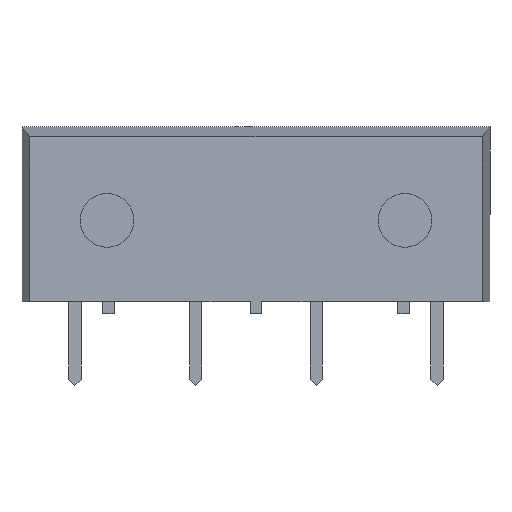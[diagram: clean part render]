
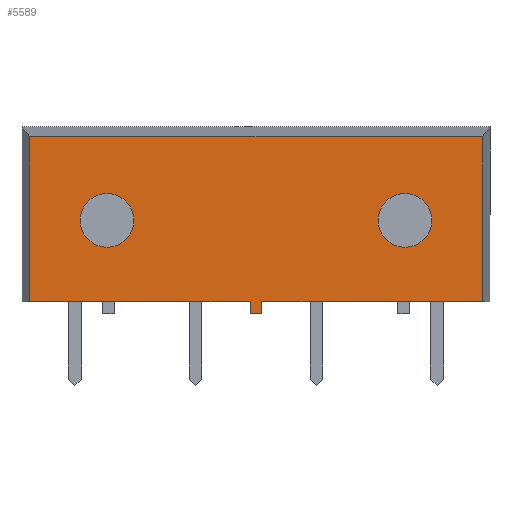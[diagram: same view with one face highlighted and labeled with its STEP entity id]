
A CAD part, front view. The second image highlights one B-rep face of the part: STEP entity #5589.
In plain terms, the highlighted planar face has unit normal (0, -1, 0).
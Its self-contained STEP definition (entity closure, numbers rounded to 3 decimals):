
#105 = DIRECTION ( 'NONE',  ( 0., -1., 0. ) ) ;
#266 = ORIENTED_EDGE ( 'NONE', *, *, #13856, .F. ) ;
#340 = CARTESIAN_POINT ( 'NONE',  ( 9.525, -2.825, -3.935 ) ) ;
#459 = DIRECTION ( 'NONE',  ( 0., 0., -1. ) ) ;
#779 = FACE_OUTER_BOUND ( 'NONE', #12247, .T. ) ;
#1012 = AXIS2_PLACEMENT_3D ( 'NONE', #11772, #105, #5350 ) ;
#1051 = CIRCLE ( 'NONE', #1012, 1.13 ) ;
#1122 = CARTESIAN_POINT ( 'NONE',  ( 0., -2.825, -3.425 ) ) ;
#1254 = VECTOR ( 'NONE', #7657, 1000. ) ;
#1665 = VECTOR ( 'NONE', #13474, 1000. ) ;
#1709 = AXIS2_PLACEMENT_3D ( 'NONE', #2165, #4551, #4711 ) ;
#1781 = CARTESIAN_POINT ( 'NONE',  ( -9.525, -2.825, -3.935 ) ) ;
#1844 = DIRECTION ( 'NONE',  ( 0., -1., 0. ) ) ;
#1991 = DIRECTION ( 'NONE',  ( 0., 0., 1. ) ) ;
#2054 = CARTESIAN_POINT ( 'NONE',  ( -0.25, -2.825, -3.425 ) ) ;
#2068 = DIRECTION ( 'NONE',  ( 0., 0., -1. ) ) ;
#2113 = ORIENTED_EDGE ( 'NONE', *, *, #11372, .F. ) ;
#2165 = CARTESIAN_POINT ( 'NONE',  ( -6.269, -2.825, 0. ) ) ;
#2194 = CARTESIAN_POINT ( 'NONE',  ( -0.25, -2.825, -3.425 ) ) ;
#2211 = CARTESIAN_POINT ( 'NONE',  ( -6.269, -2.825, 1.13 ) ) ;
#2250 = CIRCLE ( 'NONE', #1709, 1.13 ) ;
#2391 = LINE ( 'NONE', #1122, #8610 ) ;
#2510 = DIRECTION ( 'NONE',  ( 0., -1., 0. ) ) ;
#2652 = VERTEX_POINT ( 'NONE', #11121 ) ;
#2693 = CARTESIAN_POINT ( 'NONE',  ( 9.525, -2.825, 3.515 ) ) ;
#2896 = CARTESIAN_POINT ( 'NONE',  ( 6.269, -2.825, -1.13 ) ) ;
#2972 = CARTESIAN_POINT ( 'NONE',  ( -6.269, -2.825, 0. ) ) ;
#3086 = CARTESIAN_POINT ( 'NONE',  ( 0., -2.825, 0. ) ) ;
#3628 = DIRECTION ( 'NONE',  ( 0., 0., -1. ) ) ;
#3658 = VERTEX_POINT ( 'NONE', #14592 ) ;
#3964 = CARTESIAN_POINT ( 'NONE',  ( 0.25, -2.825, -3.425 ) ) ;
#4068 = ORIENTED_EDGE ( 'NONE', *, *, #16160, .F. ) ;
#4240 = CARTESIAN_POINT ( 'NONE',  ( -9.525, -2.825, -3.425 ) ) ;
#4551 = DIRECTION ( 'NONE',  ( 0., -1., 0. ) ) ;
#4595 = FACE_BOUND ( 'NONE', #16800, .T. ) ;
#4660 = LINE ( 'NONE', #2194, #13260 ) ;
#4711 = DIRECTION ( 'NONE',  ( 0., 0., -1. ) ) ;
#5029 = EDGE_CURVE ( 'NONE', #7127, #5727, #2250, .T. ) ;
#5350 = DIRECTION ( 'NONE',  ( 0., 0., 1. ) ) ;
#5589 = ADVANCED_FACE ( 'NONE', ( #4595, #15991, #779 ), #7076, .F. ) ;
#5694 = DIRECTION ( 'NONE',  ( 0., 0., 1. ) ) ;
#5727 = VERTEX_POINT ( 'NONE', #2211 ) ;
#5807 = EDGE_CURVE ( 'NONE', #15013, #3658, #1051, .T. ) ;
#6505 = CARTESIAN_POINT ( 'NONE',  ( 0.25, -2.825, -3.425 ) ) ;
#6701 = EDGE_CURVE ( 'NONE', #8861, #9031, #11492, .T. ) ;
#7076 = PLANE ( 'NONE',  #13650 ) ;
#7127 = VERTEX_POINT ( 'NONE', #7851 ) ;
#7383 = CARTESIAN_POINT ( 'NONE',  ( 0., -2.825, -3.425 ) ) ;
#7657 = DIRECTION ( 'NONE',  ( 1., 0., 0. ) ) ;
#7851 = CARTESIAN_POINT ( 'NONE',  ( -6.269, -2.825, -1.13 ) ) ;
#7940 = VECTOR ( 'NONE', #2068, 1000. ) ;
#8202 = CIRCLE ( 'NONE', #8469, 1.13 ) ;
#8272 = DIRECTION ( 'NONE',  ( 0., 1., 0. ) ) ;
#8379 = ORIENTED_EDGE ( 'NONE', *, *, #6701, .F. ) ;
#8469 = AXIS2_PLACEMENT_3D ( 'NONE', #2972, #1844, #10987 ) ;
#8610 = VECTOR ( 'NONE', #11355, 1000. ) ;
#8651 = EDGE_LOOP ( 'NONE', ( #9254, #15757 ) ) ;
#8691 = VECTOR ( 'NONE', #1991, 1000. ) ;
#8861 = VERTEX_POINT ( 'NONE', #9685 ) ;
#9031 = VERTEX_POINT ( 'NONE', #6505 ) ;
#9041 = VERTEX_POINT ( 'NONE', #2693 ) ;
#9065 = ORIENTED_EDGE ( 'NONE', *, *, #13309, .F. ) ;
#9152 = DIRECTION ( 'NONE',  ( 0., 0., -1. ) ) ;
#9254 = ORIENTED_EDGE ( 'NONE', *, *, #5807, .F. ) ;
#9537 = CARTESIAN_POINT ( 'NONE',  ( 0.25, -2.825, -3.935 ) ) ;
#9588 = EDGE_CURVE ( 'NONE', #10793, #13329, #2391, .T. ) ;
#9629 = LINE ( 'NONE', #1781, #1665 ) ;
#9681 = ORIENTED_EDGE ( 'NONE', *, *, #9588, .F. ) ;
#9685 = CARTESIAN_POINT ( 'NONE',  ( 9.525, -2.825, -3.425 ) ) ;
#9821 = LINE ( 'NONE', #340, #7940 ) ;
#10793 = VERTEX_POINT ( 'NONE', #2054 ) ;
#10987 = DIRECTION ( 'NONE',  ( 0., 0., -1. ) ) ;
#11080 = ORIENTED_EDGE ( 'NONE', *, *, #12454, .F. ) ;
#11121 = CARTESIAN_POINT ( 'NONE',  ( -9.525, -2.825, 3.515 ) ) ;
#11355 = DIRECTION ( 'NONE',  ( -1., 0., 0. ) ) ;
#11372 = EDGE_CURVE ( 'NONE', #13329, #2652, #15084, .T. ) ;
#11423 = VECTOR ( 'NONE', #9152, 1000. ) ;
#11492 = LINE ( 'NONE', #7383, #14582 ) ;
#11772 = CARTESIAN_POINT ( 'NONE',  ( 6.269, -2.825, 0. ) ) ;
#12005 = ORIENTED_EDGE ( 'NONE', *, *, #5029, .F. ) ;
#12247 = EDGE_LOOP ( 'NONE', ( #266, #11080, #8379, #9065, #4068, #2113, #9681, #13466 ) ) ;
#12386 = CARTESIAN_POINT ( 'NONE',  ( -9.525, -2.825, 3.515 ) ) ;
#12454 = EDGE_CURVE ( 'NONE', #9031, #13883, #13267, .T. ) ;
#12603 = DIRECTION ( 'NONE',  ( -1., 0., 0. ) ) ;
#13149 = CARTESIAN_POINT ( 'NONE',  ( 6.269, -2.825, 0. ) ) ;
#13260 = VECTOR ( 'NONE', #3628, 1000. ) ;
#13267 = LINE ( 'NONE', #3964, #11423 ) ;
#13309 = EDGE_CURVE ( 'NONE', #9041, #8861, #9821, .T. ) ;
#13313 = CARTESIAN_POINT ( 'NONE',  ( -0.25, -2.825, -3.935 ) ) ;
#13329 = VERTEX_POINT ( 'NONE', #4240 ) ;
#13466 = ORIENTED_EDGE ( 'NONE', *, *, #16463, .T. ) ;
#13474 = DIRECTION ( 'NONE',  ( -1., 0., 0. ) ) ;
#13650 = AXIS2_PLACEMENT_3D ( 'NONE', #3086, #8272, #459 ) ;
#13856 = EDGE_CURVE ( 'NONE', #13883, #14521, #9629, .T. ) ;
#13883 = VERTEX_POINT ( 'NONE', #9537 ) ;
#13893 = AXIS2_PLACEMENT_3D ( 'NONE', #13149, #2510, #5694 ) ;
#14164 = CIRCLE ( 'NONE', #13893, 1.13 ) ;
#14171 = EDGE_CURVE ( 'NONE', #5727, #7127, #8202, .T. ) ;
#14521 = VERTEX_POINT ( 'NONE', #13313 ) ;
#14574 = EDGE_CURVE ( 'NONE', #3658, #15013, #14164, .T. ) ;
#14582 = VECTOR ( 'NONE', #12603, 1000. ) ;
#14592 = CARTESIAN_POINT ( 'NONE',  ( 6.269, -2.825, 1.13 ) ) ;
#14960 = ORIENTED_EDGE ( 'NONE', *, *, #14171, .F. ) ;
#15013 = VERTEX_POINT ( 'NONE', #2896 ) ;
#15084 = LINE ( 'NONE', #15251, #8691 ) ;
#15251 = CARTESIAN_POINT ( 'NONE',  ( -9.525, -2.825, 3.515 ) ) ;
#15757 = ORIENTED_EDGE ( 'NONE', *, *, #14574, .F. ) ;
#15991 = FACE_BOUND ( 'NONE', #8651, .T. ) ;
#16105 = LINE ( 'NONE', #12386, #1254 ) ;
#16160 = EDGE_CURVE ( 'NONE', #2652, #9041, #16105, .T. ) ;
#16463 = EDGE_CURVE ( 'NONE', #10793, #14521, #4660, .T. ) ;
#16800 = EDGE_LOOP ( 'NONE', ( #12005, #14960 ) ) ;
